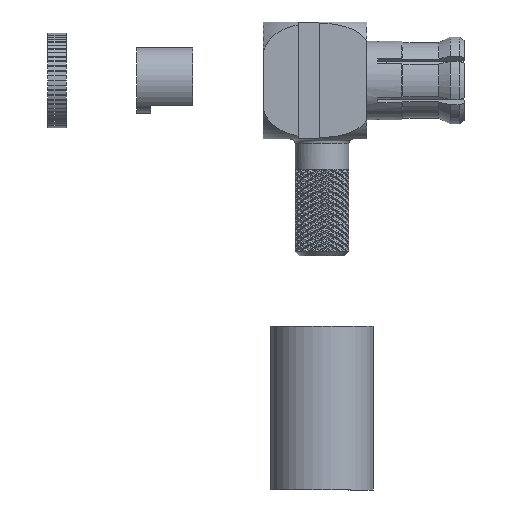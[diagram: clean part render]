
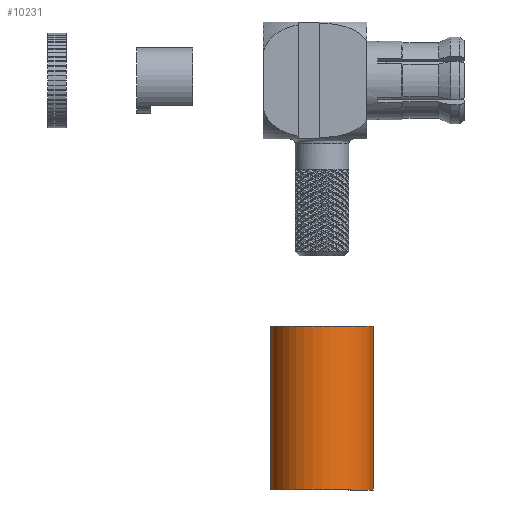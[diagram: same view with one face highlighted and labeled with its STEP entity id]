
A CAD part, front view. The second image highlights one B-rep face of the part: STEP entity #10231.
In plain terms, the highlighted cylindrical face has radius 2.2 mm (diameter 4.4 mm), a full revolution.
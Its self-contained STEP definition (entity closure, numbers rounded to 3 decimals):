
#10231 = ADVANCED_FACE( '', ( #23417, #23418 ), #23419, .T. );
#23417 = FACE_OUTER_BOUND( '', #131657, .T. );
#23418 = FACE_OUTER_BOUND( '', #131658, .T. );
#23419 = CYLINDRICAL_SURFACE( '', #131659, 2.2 );
#131657 = EDGE_LOOP( '', ( #265006 ) );
#131658 = EDGE_LOOP( '', ( #265007 ) );
#131659 = AXIS2_PLACEMENT_3D( '', #265008, #265009, #265010 );
#265006 = ORIENTED_EDGE( '', *, *, #291173, .F. );
#265007 = ORIENTED_EDGE( '', *, *, #293616, .T. );
#265008 = CARTESIAN_POINT( '', ( 0., 0., -8. ) );
#265009 = DIRECTION( '', ( 0., 0., 1. ) );
#265010 = DIRECTION( '', ( -1., 0., 0. ) );
#291173 = EDGE_CURVE( '', #312273, #312273, #312274, .T. );
#293616 = EDGE_CURVE( '', #315421, #315421, #315422, .T. );
#312273 = VERTEX_POINT( '', #378957 );
#312274 = CIRCLE( '', #378958, 2.2 );
#315421 = VERTEX_POINT( '', #395171 );
#315422 = CIRCLE( '', #395172, 2.2 );
#378957 = CARTESIAN_POINT( '', ( -2.2, 0., -8. ) );
#378958 = AXIS2_PLACEMENT_3D( '', #428652, #428653, #428654 );
#395171 = CARTESIAN_POINT( '', ( -2.2, 0., -15. ) );
#395172 = AXIS2_PLACEMENT_3D( '', #429099, #429100, #429101 );
#428652 = CARTESIAN_POINT( '', ( 0., 0., -8. ) );
#428653 = DIRECTION( '', ( 0., 0., 1. ) );
#428654 = DIRECTION( '', ( -1., 0., 0. ) );
#429099 = CARTESIAN_POINT( '', ( 0., 0., -15. ) );
#429100 = DIRECTION( '', ( 0., 0., 1. ) );
#429101 = DIRECTION( '', ( -1., 0., 0. ) );
